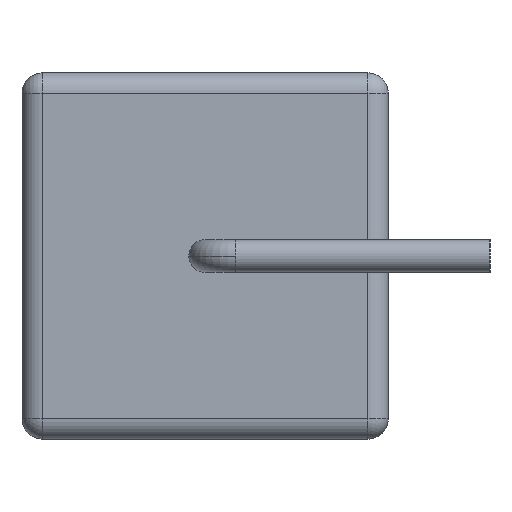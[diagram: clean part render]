
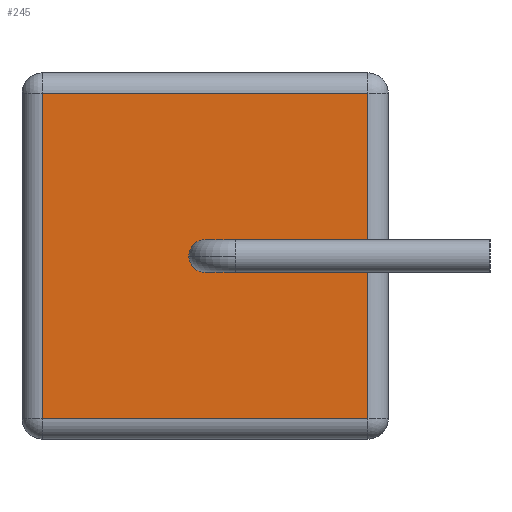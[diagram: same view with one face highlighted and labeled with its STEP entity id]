
A CAD part, left-side view. The second image highlights one B-rep face of the part: STEP entity #245.
In plain terms, the highlighted planar face has unit normal (-1, 0, 0).
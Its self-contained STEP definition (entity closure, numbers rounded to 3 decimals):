
#17 = EDGE_CURVE ( 'NONE', #1087, #555, #334, .T. ) ;
#50 = DIRECTION ( 'NONE',  ( 1., 0., 0. ) ) ;
#64 = CARTESIAN_POINT ( 'NONE',  ( -19., 9., 4. ) ) ;
#74 = LINE ( 'NONE', #615, #896 ) ;
#85 = EDGE_CURVE ( 'NONE', #874, #546, #824, .T. ) ;
#128 = FACE_BOUND ( 'NONE', #746, .T. ) ;
#171 = AXIS2_PLACEMENT_3D ( 'NONE', #714, #201, #983 ) ;
#188 = CARTESIAN_POINT ( 'NONE',  ( -19., 5., 0. ) ) ;
#201 = DIRECTION ( 'NONE',  ( 1., 0., 0. ) ) ;
#233 = DIRECTION ( 'NONE',  ( 0., 0., -1. ) ) ;
#243 = ORIENTED_EDGE ( 'NONE', *, *, #341, .T. ) ;
#245 = ADVANCED_FACE ( 'NONE', ( #128, #535 ), #636, .F. ) ;
#286 = AXIS2_PLACEMENT_3D ( 'NONE', #188, #1060, #541 ) ;
#304 = CARTESIAN_POINT ( 'NONE',  ( -19., 5., -0.4 ) ) ;
#334 = LINE ( 'NONE', #935, #835 ) ;
#341 = EDGE_CURVE ( 'NONE', #555, #865, #958, .T. ) ;
#354 = EDGE_CURVE ( 'NONE', #546, #874, #801, .T. ) ;
#378 = AXIS2_PLACEMENT_3D ( 'NONE', #734, #50, #233 ) ;
#385 = LINE ( 'NONE', #1142, #754 ) ;
#413 = CARTESIAN_POINT ( 'NONE',  ( -19., 1., 4. ) ) ;
#435 = DIRECTION ( 'NONE',  ( 0., 0., 1. ) ) ;
#478 = ORIENTED_EDGE ( 'NONE', *, *, #17, .T. ) ;
#510 = EDGE_LOOP ( 'NONE', ( #851, #1136, #478, #243 ) ) ;
#515 = DIRECTION ( 'NONE',  ( 0., 1., 0. ) ) ;
#518 = DIRECTION ( 'NONE',  ( 0., -1., 0. ) ) ;
#535 = FACE_OUTER_BOUND ( 'NONE', #510, .T. ) ;
#541 = DIRECTION ( 'NONE',  ( 0., 0., -1. ) ) ;
#546 = VERTEX_POINT ( 'NONE', #1010 ) ;
#555 = VERTEX_POINT ( 'NONE', #64 ) ;
#572 = EDGE_CURVE ( 'NONE', #865, #1055, #74, .T. ) ;
#607 = EDGE_CURVE ( 'NONE', #1055, #1087, #385, .T. ) ;
#615 = CARTESIAN_POINT ( 'NONE',  ( -19., 9.5, -4. ) ) ;
#636 = PLANE ( 'NONE',  #171 ) ;
#660 = CARTESIAN_POINT ( 'NONE',  ( -19., 9., 4.5 ) ) ;
#677 = ORIENTED_EDGE ( 'NONE', *, *, #85, .T. ) ;
#681 = VECTOR ( 'NONE', #1095, 1000. ) ;
#714 = CARTESIAN_POINT ( 'NONE',  ( -19., 9.5, 4.5 ) ) ;
#734 = CARTESIAN_POINT ( 'NONE',  ( -19., 5., 0. ) ) ;
#746 = EDGE_LOOP ( 'NONE', ( #677, #1116 ) ) ;
#754 = VECTOR ( 'NONE', #435, 1000. ) ;
#801 = CIRCLE ( 'NONE', #378, 0.4 ) ;
#824 = CIRCLE ( 'NONE', #286, 0.4 ) ;
#835 = VECTOR ( 'NONE', #515, 1000. ) ;
#851 = ORIENTED_EDGE ( 'NONE', *, *, #572, .T. ) ;
#865 = VERTEX_POINT ( 'NONE', #897 ) ;
#874 = VERTEX_POINT ( 'NONE', #304 ) ;
#896 = VECTOR ( 'NONE', #518, 1000. ) ;
#897 = CARTESIAN_POINT ( 'NONE',  ( -19., 9., -4. ) ) ;
#935 = CARTESIAN_POINT ( 'NONE',  ( -19., 9.5, 4. ) ) ;
#958 = LINE ( 'NONE', #660, #681 ) ;
#983 = DIRECTION ( 'NONE',  ( 0., 0., -1. ) ) ;
#1010 = CARTESIAN_POINT ( 'NONE',  ( -19., 5., 0.4 ) ) ;
#1022 = CARTESIAN_POINT ( 'NONE',  ( -19., 1., -4. ) ) ;
#1055 = VERTEX_POINT ( 'NONE', #1022 ) ;
#1060 = DIRECTION ( 'NONE',  ( 1., 0., 0. ) ) ;
#1087 = VERTEX_POINT ( 'NONE', #413 ) ;
#1095 = DIRECTION ( 'NONE',  ( 0., 0., -1. ) ) ;
#1116 = ORIENTED_EDGE ( 'NONE', *, *, #354, .T. ) ;
#1136 = ORIENTED_EDGE ( 'NONE', *, *, #607, .T. ) ;
#1142 = CARTESIAN_POINT ( 'NONE',  ( -19., 1., 4.5 ) ) ;
